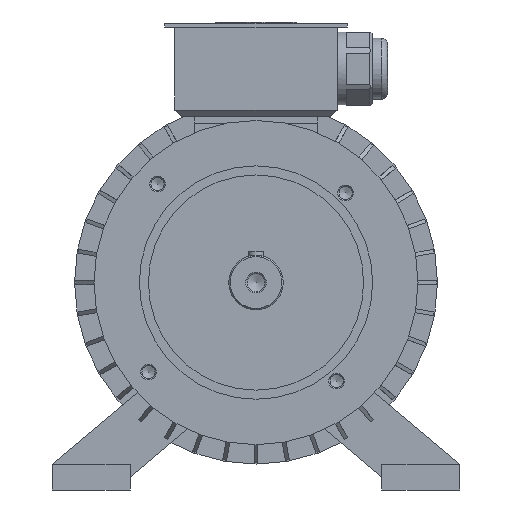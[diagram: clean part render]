
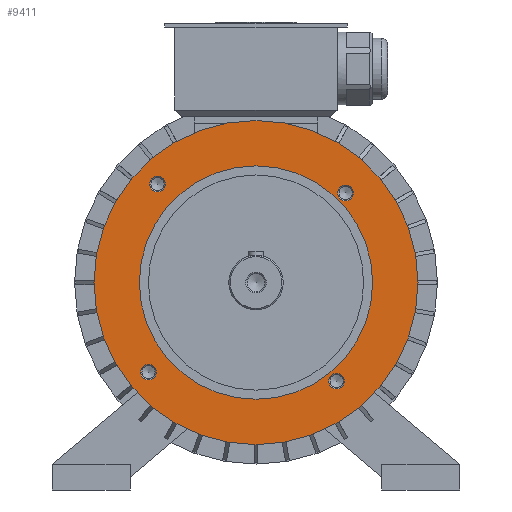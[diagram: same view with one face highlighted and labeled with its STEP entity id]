
A CAD part, front view. The second image highlights one B-rep face of the part: STEP entity #9411.
In plain terms, the highlighted planar face has unit normal (0, -1, 0).
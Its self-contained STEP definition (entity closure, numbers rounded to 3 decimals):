
#242=CIRCLE('',#9715,6.053);
#246=CIRCLE('',#9723,6.053);
#250=CIRCLE('',#9731,6.053);
#372=CIRCLE('',#9959,125.);
#374=CIRCLE('',#9962,6.053);
#375=CIRCLE('',#9963,90.);
#1097=ORIENTED_EDGE('',*,*,#2552,.T.);
#1098=ORIENTED_EDGE('',*,*,#2556,.T.);
#1099=ORIENTED_EDGE('',*,*,#2560,.T.);
#1100=ORIENTED_EDGE('',*,*,#2980,.T.);
#1101=ORIENTED_EDGE('',*,*,#2981,.T.);
#1102=ORIENTED_EDGE('',*,*,#2978,.F.);
#2552=EDGE_CURVE('',#3560,#3560,#242,.T.);
#2556=EDGE_CURVE('',#3565,#3565,#246,.T.);
#2560=EDGE_CURVE('',#3570,#3570,#250,.T.);
#2978=EDGE_CURVE('',#3911,#3911,#372,.T.);
#2980=EDGE_CURVE('',#3913,#3913,#374,.T.);
#2981=EDGE_CURVE('',#3914,#3914,#375,.T.);
#3560=VERTEX_POINT('',#12446);
#3565=VERTEX_POINT('',#12459);
#3570=VERTEX_POINT('',#12472);
#3911=VERTEX_POINT('',#13313);
#3913=VERTEX_POINT('',#13318);
#3914=VERTEX_POINT('',#13320);
#5627=EDGE_LOOP('',(#1097));
#5628=EDGE_LOOP('',(#1098));
#5629=EDGE_LOOP('',(#1099));
#5630=EDGE_LOOP('',(#1100));
#5631=EDGE_LOOP('',(#1101));
#5632=EDGE_LOOP('',(#1102));
#6069=FACE_BOUND('',#5627,.T.);
#6070=FACE_BOUND('',#5628,.T.);
#6071=FACE_BOUND('',#5629,.T.);
#6072=FACE_BOUND('',#5630,.T.);
#6073=FACE_BOUND('',#5631,.T.);
#6074=FACE_BOUND('',#5632,.T.);
#6469=PLANE('',#9961);
#9411=ADVANCED_FACE('',(#6069,#6070,#6071,#6072,#6073,#6074),#6469,.F.);
#9715=AXIS2_PLACEMENT_3D('',#12445,#10427,#10428);
#9723=AXIS2_PLACEMENT_3D('',#12458,#10443,#10444);
#9731=AXIS2_PLACEMENT_3D('',#12471,#10459,#10460);
#9959=AXIS2_PLACEMENT_3D('',#13312,#11187,#11188);
#9961=AXIS2_PLACEMENT_3D('',#13316,#11191,#11192);
#9962=AXIS2_PLACEMENT_3D('',#13317,#11193,#11194);
#9963=AXIS2_PLACEMENT_3D('',#13319,#11195,#11196);
#10427=DIRECTION('',(0.,1.,0.));
#10428=DIRECTION('',(0.,0.,1.));
#10443=DIRECTION('',(0.,1.,0.));
#10444=DIRECTION('',(-1.,0.,0.));
#10459=DIRECTION('',(0.,1.,0.));
#10460=DIRECTION('',(0.,0.,-1.));
#11187=DIRECTION('',(0.,1.,0.));
#11188=DIRECTION('',(1.,0.,0.));
#11191=DIRECTION('',(0.,1.,0.));
#11192=DIRECTION('',(0.,0.,1.));
#11193=DIRECTION('',(0.,1.,0.));
#11194=DIRECTION('',(1.,0.,0.));
#11195=DIRECTION('',(0.,1.,0.));
#11196=DIRECTION('',(1.,0.,0.));
#12445=CARTESIAN_POINT('',(-82.931,-43.,-69.096));
#12446=CARTESIAN_POINT('',(-82.931,-43.,-63.043));
#12458=CARTESIAN_POINT('',(62.179,-43.,-76.014));
#12459=CARTESIAN_POINT('',(56.126,-43.,-76.014));
#12471=CARTESIAN_POINT('',(69.096,-43.,69.096));
#12472=CARTESIAN_POINT('',(69.096,-43.,63.043));
#13312=CARTESIAN_POINT('',(0.,-43.,0.));
#13313=CARTESIAN_POINT('',(125.,-43.,0.));
#13316=CARTESIAN_POINT('',(0.,-43.,0.));
#13317=CARTESIAN_POINT('',(-76.014,-43.,76.014));
#13318=CARTESIAN_POINT('',(-69.961,-43.,76.014));
#13319=CARTESIAN_POINT('',(0.,-43.,0.));
#13320=CARTESIAN_POINT('',(90.,-43.,0.));
